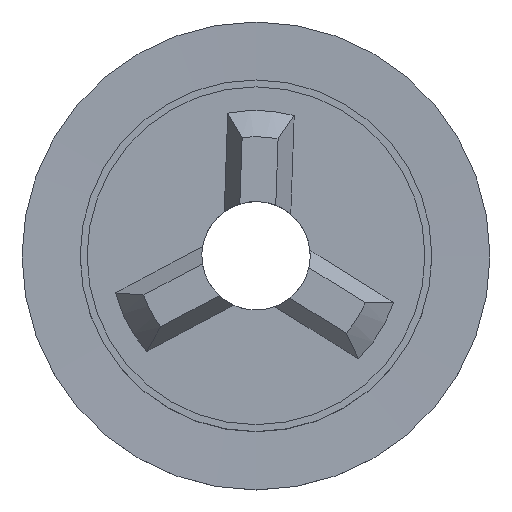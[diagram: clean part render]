
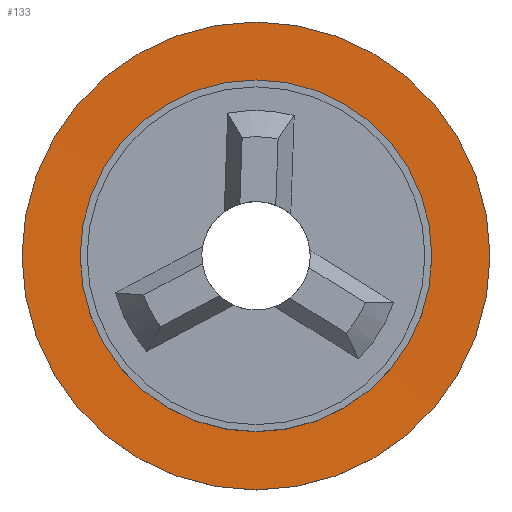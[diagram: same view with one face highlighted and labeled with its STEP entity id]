
A CAD part, top view. The second image highlights one B-rep face of the part: STEP entity #133.
In plain terms, the highlighted conical face has half-angle 89.1 degrees and reference radius 8.85 mm.
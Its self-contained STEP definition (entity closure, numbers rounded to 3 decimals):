
#110=CONICAL_SURFACE('',#541,8.85,89.1);
#133=ADVANCED_FACE('',(#169,#170),#110,.F.);
#169=FACE_BOUND('',#211,.T.);
#170=FACE_BOUND('',#212,.T.);
#211=EDGE_LOOP('',(#315));
#212=EDGE_LOOP('',(#316));
#315=ORIENTED_EDGE('',*,*,#413,.T.);
#316=ORIENTED_EDGE('',*,*,#414,.F.);
#361=VERTEX_POINT('',#863);
#362=VERTEX_POINT('',#865);
#413=EDGE_CURVE('',#361,#361,#439,.T.);
#414=EDGE_CURVE('',#362,#362,#440,.T.);
#439=CIRCLE('',#539,6.65);
#440=CIRCLE('',#540,8.85);
#539=AXIS2_PLACEMENT_3D('',#862,#650,#651);
#540=AXIS2_PLACEMENT_3D('',#864,#652,#653);
#541=AXIS2_PLACEMENT_3D('',#866,#654,#655);
#650=DIRECTION('',(0.,0.,-1.));
#651=DIRECTION('',(-1.,0.,0.));
#652=DIRECTION('',(0.,0.,-1.));
#653=DIRECTION('',(-1.,0.,0.));
#654=DIRECTION('',(0.,0.,1.));
#655=DIRECTION('',(1.,0.,0.));
#862=CARTESIAN_POINT('',(0.,0.,-4.745));
#863=CARTESIAN_POINT('',(-6.65,0.,-4.745));
#864=CARTESIAN_POINT('',(0.,0.,-4.71));
#865=CARTESIAN_POINT('',(-8.85,0.,-4.71));
#866=CARTESIAN_POINT('',(0.,0.,-4.71));
